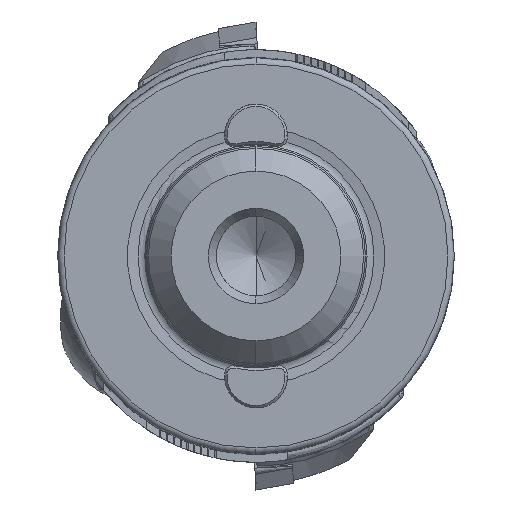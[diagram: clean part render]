
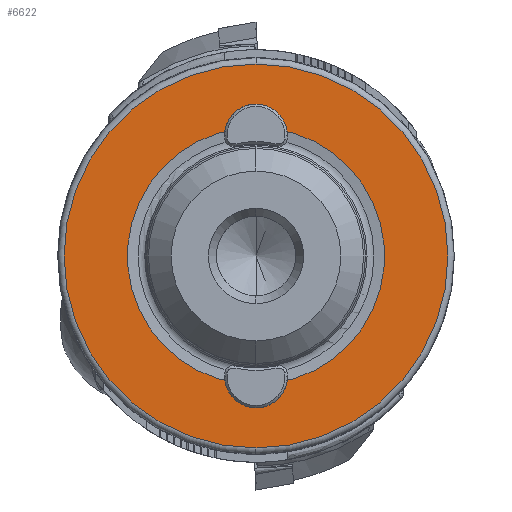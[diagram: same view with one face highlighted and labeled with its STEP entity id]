
A CAD part, left-side view. The second image highlights one B-rep face of the part: STEP entity #6622.
In plain terms, the highlighted planar face has unit normal (-1, 0, 0).
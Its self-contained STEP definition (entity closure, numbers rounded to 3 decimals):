
#48 = EDGE_CURVE ( 'NONE', #24280, #22264, #11590, .T. ) ;
#296 = CARTESIAN_POINT ( 'NONE',  ( 0., 1.046, -8.036 ) ) ;
#520 = AXIS2_PLACEMENT_3D ( 'NONE', #3885, #3853, #3800 ) ;
#1150 = AXIS2_PLACEMENT_3D ( 'NONE', #13826, #13743, #13696 ) ;
#2871 = AXIS2_PLACEMENT_3D ( 'NONE', #18778, #18705, #18616 ) ;
#3019 = CIRCLE ( 'NONE', #23115, 8.103 ) ;
#3046 = EDGE_CURVE ( 'NONE', #10505, #6982, #23077, .T. ) ;
#3099 = CARTESIAN_POINT ( 'NONE',  ( 0., 0., 0. ) ) ;
#3517 = CIRCLE ( 'NONE', #11883, 12.1 ) ;
#3712 = CARTESIAN_POINT ( 'NONE',  ( 0., -1.046, 8.036 ) ) ;
#3766 = DIRECTION ( 'NONE',  ( -1., 0., 0. ) ) ;
#3800 = DIRECTION ( 'NONE',  ( 0., 0., 1. ) ) ;
#3853 = DIRECTION ( 'NONE',  ( -1., 0., 0. ) ) ;
#3885 = CARTESIAN_POINT ( 'NONE',  ( 0., 0., 0. ) ) ;
#4372 = DIRECTION ( 'NONE',  ( -1., 0., 0. ) ) ;
#4977 = EDGE_CURVE ( 'NONE', #16453, #8222, #3517, .T. ) ;
#5104 = AXIS2_PLACEMENT_3D ( 'NONE', #19262, #18655, #18604 ) ;
#6483 = ORIENTED_EDGE ( 'NONE', *, *, #3046, .F. ) ;
#6622 = ADVANCED_FACE ( 'NONE', ( #23241, #10026 ), #18768, .F. ) ;
#6896 = CARTESIAN_POINT ( 'NONE',  ( 0., 0., -9.475 ) ) ;
#6982 = VERTEX_POINT ( 'NONE', #6896 ) ;
#7122 = ORIENTED_EDGE ( 'NONE', *, *, #20483, .F. ) ;
#7270 = EDGE_CURVE ( 'NONE', #6982, #24280, #9145, .T. ) ;
#7919 = DIRECTION ( 'NONE',  ( 0., 0., 1. ) ) ;
#8222 = VERTEX_POINT ( 'NONE', #10116 ) ;
#8334 = EDGE_CURVE ( 'NONE', #8222, #16453, #15591, .T. ) ;
#8589 = CARTESIAN_POINT ( 'NONE',  ( 0., 0., 0. ) ) ;
#8839 = CARTESIAN_POINT ( 'NONE',  ( 0., 0., 8.375 ) ) ;
#9145 = CIRCLE ( 'NONE', #1150, 1.1 ) ;
#9521 = CARTESIAN_POINT ( 'NONE',  ( 0., 0., 12.1 ) ) ;
#10026 = FACE_OUTER_BOUND ( 'NONE', #10356, .T. ) ;
#10116 = CARTESIAN_POINT ( 'NONE',  ( 0., 0., -12.1 ) ) ;
#10131 = ORIENTED_EDGE ( 'NONE', *, *, #7270, .F. ) ;
#10356 = EDGE_LOOP ( 'NONE', ( #22539, #13498 ) ) ;
#10504 = DIRECTION ( 'NONE',  ( 0., 0., 1. ) ) ;
#10505 = VERTEX_POINT ( 'NONE', #296 ) ;
#10754 = DIRECTION ( 'NONE',  ( 0., 0., 1. ) ) ;
#11590 = CIRCLE ( 'NONE', #21692, 8.103 ) ;
#11883 = AXIS2_PLACEMENT_3D ( 'NONE', #3099, #3766, #7919 ) ;
#12051 = EDGE_LOOP ( 'NONE', ( #7122, #15683, #13131, #12504, #10131, #6483 ) ) ;
#12504 = ORIENTED_EDGE ( 'NONE', *, *, #48, .F. ) ;
#13055 = EDGE_CURVE ( 'NONE', #22264, #22304, #17558, .T. ) ;
#13131 = ORIENTED_EDGE ( 'NONE', *, *, #13055, .F. ) ;
#13310 = CARTESIAN_POINT ( 'NONE',  ( 0., 0., 9.475 ) ) ;
#13498 = ORIENTED_EDGE ( 'NONE', *, *, #8334, .T. ) ;
#13696 = DIRECTION ( 'NONE',  ( 0., 0., 1. ) ) ;
#13743 = DIRECTION ( 'NONE',  ( -1., 0., 0. ) ) ;
#13826 = CARTESIAN_POINT ( 'NONE',  ( 0., 0., -8.375 ) ) ;
#14607 = CARTESIAN_POINT ( 'NONE',  ( 0., 0., 0. ) ) ;
#14638 = DIRECTION ( 'NONE',  ( -1., 0., 0. ) ) ;
#14711 = DIRECTION ( 'NONE',  ( 0., 0., 1. ) ) ;
#14890 = VERTEX_POINT ( 'NONE', #20223 ) ;
#15121 = AXIS2_PLACEMENT_3D ( 'NONE', #8839, #22026, #10754 ) ;
#15591 = CIRCLE ( 'NONE', #520, 12.1 ) ;
#15683 = ORIENTED_EDGE ( 'NONE', *, *, #21476, .F. ) ;
#15762 = CARTESIAN_POINT ( 'NONE',  ( 0., 0., 8.375 ) ) ;
#16453 = VERTEX_POINT ( 'NONE', #9521 ) ;
#17558 = CIRCLE ( 'NONE', #15121, 1.1 ) ;
#17640 = DIRECTION ( 'NONE',  ( 0., 0., 1. ) ) ;
#17859 = CARTESIAN_POINT ( 'NONE',  ( 0., -1.046, -8.036 ) ) ;
#18604 = DIRECTION ( 'NONE',  ( 0., 0., -1. ) ) ;
#18616 = DIRECTION ( 'NONE',  ( 0., 0., 1. ) ) ;
#18655 = DIRECTION ( 'NONE',  ( 1., 0., 0. ) ) ;
#18705 = DIRECTION ( 'NONE',  ( -1., 0., 0. ) ) ;
#18768 = PLANE ( 'NONE',  #5104 ) ;
#18778 = CARTESIAN_POINT ( 'NONE',  ( 0., 0., -8.375 ) ) ;
#19262 = CARTESIAN_POINT ( 'NONE',  ( 0., 0., -8.103 ) ) ;
#20223 = CARTESIAN_POINT ( 'NONE',  ( 0., 1.046, 8.036 ) ) ;
#20483 = EDGE_CURVE ( 'NONE', #14890, #10505, #3019, .T. ) ;
#21075 = CIRCLE ( 'NONE', #22512, 1.1 ) ;
#21476 = EDGE_CURVE ( 'NONE', #22304, #14890, #21075, .T. ) ;
#21692 = AXIS2_PLACEMENT_3D ( 'NONE', #14607, #14638, #14711 ) ;
#21775 = DIRECTION ( 'NONE',  ( -1., 0., 0. ) ) ;
#22026 = DIRECTION ( 'NONE',  ( -1., 0., 0. ) ) ;
#22264 = VERTEX_POINT ( 'NONE', #3712 ) ;
#22304 = VERTEX_POINT ( 'NONE', #13310 ) ;
#22512 = AXIS2_PLACEMENT_3D ( 'NONE', #15762, #4372, #17640 ) ;
#22539 = ORIENTED_EDGE ( 'NONE', *, *, #4977, .T. ) ;
#23077 = CIRCLE ( 'NONE', #2871, 1.1 ) ;
#23115 = AXIS2_PLACEMENT_3D ( 'NONE', #8589, #21775, #10504 ) ;
#23241 = FACE_BOUND ( 'NONE', #12051, .T. ) ;
#24280 = VERTEX_POINT ( 'NONE', #17859 ) ;
